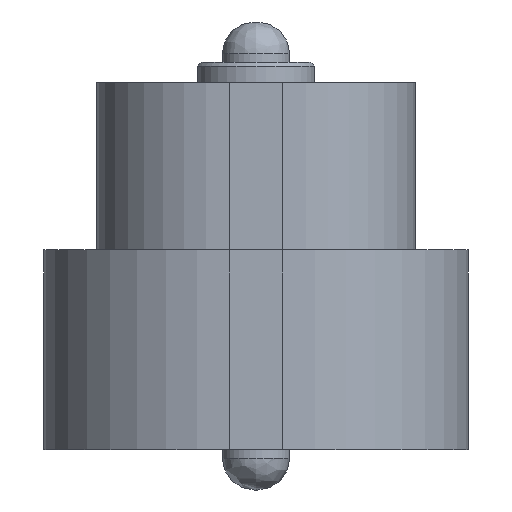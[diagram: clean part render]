
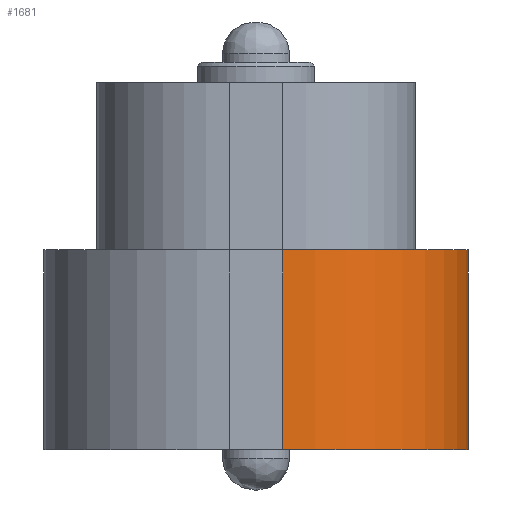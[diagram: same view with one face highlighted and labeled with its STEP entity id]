
A CAD part, left-side view. The second image highlights one B-rep face of the part: STEP entity #1681.
In plain terms, the highlighted cylindrical face has radius 3.501 mm (diameter 7.002 mm), a partial arc.
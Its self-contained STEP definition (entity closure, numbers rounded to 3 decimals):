
#184=FACE_OUTER_BOUND('',#323,.T.);
#323=EDGE_LOOP('',(#1267,#1268,#1269,#1270));
#499=LINE('',#2820,#587);
#500=LINE('',#2826,#588);
#587=VECTOR('',#2232,10.);
#588=VECTOR('',#2239,10.);
#672=CIRCLE('',#1868,3.501);
#673=CIRCLE('',#1869,3.501);
#824=VERTEX_POINT('',#2816);
#825=VERTEX_POINT('',#2818);
#826=VERTEX_POINT('',#2822);
#827=VERTEX_POINT('',#2824);
#993=EDGE_CURVE('',#824,#825,#499,.T.);
#994=EDGE_CURVE('',#826,#824,#672,.T.);
#995=EDGE_CURVE('',#827,#825,#673,.T.);
#996=EDGE_CURVE('',#826,#827,#500,.T.);
#1267=ORIENTED_EDGE('',*,*,#994,.T.);
#1268=ORIENTED_EDGE('',*,*,#993,.T.);
#1269=ORIENTED_EDGE('',*,*,#995,.F.);
#1270=ORIENTED_EDGE('',*,*,#996,.F.);
#1614=CYLINDRICAL_SURFACE('',#1867,3.501);
#1681=ADVANCED_FACE('',(#184),#1614,.T.);
#1867=AXIS2_PLACEMENT_3D('',#2821,#2233,#2234);
#1868=AXIS2_PLACEMENT_3D('',#2823,#2235,#2236);
#1869=AXIS2_PLACEMENT_3D('',#2825,#2237,#2238);
#2232=DIRECTION('',(0.,0.,1.));
#2233=DIRECTION('center_axis',(0.,0.,1.));
#2234=DIRECTION('ref_axis',(-1.,0.,0.));
#2235=DIRECTION('center_axis',(0.,0.,1.));
#2236=DIRECTION('ref_axis',(-1.,0.,0.));
#2237=DIRECTION('center_axis',(0.,0.,1.));
#2238=DIRECTION('ref_axis',(-1.,0.,0.));
#2239=DIRECTION('',(0.,0.,1.));
#2816=CARTESIAN_POINT('',(-13.499,-4.001,0.));
#2818=CARTESIAN_POINT('',(-13.499,-4.001,3.759));
#2820=CARTESIAN_POINT('',(-13.499,-4.001,0.));
#2821=CARTESIAN_POINT('Origin',(-13.499,-0.499,0.));
#2822=CARTESIAN_POINT('',(-17.,-0.499,0.));
#2823=CARTESIAN_POINT('Origin',(-13.499,-0.499,0.));
#2824=CARTESIAN_POINT('',(-17.,-0.499,3.759));
#2825=CARTESIAN_POINT('Origin',(-13.499,-0.499,3.759));
#2826=CARTESIAN_POINT('',(-17.,-0.499,0.));
